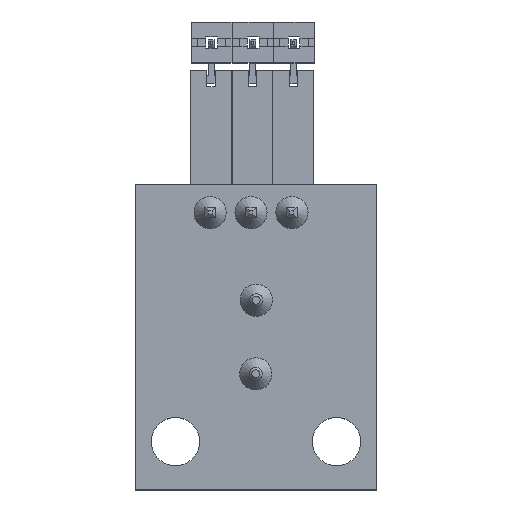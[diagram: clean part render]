
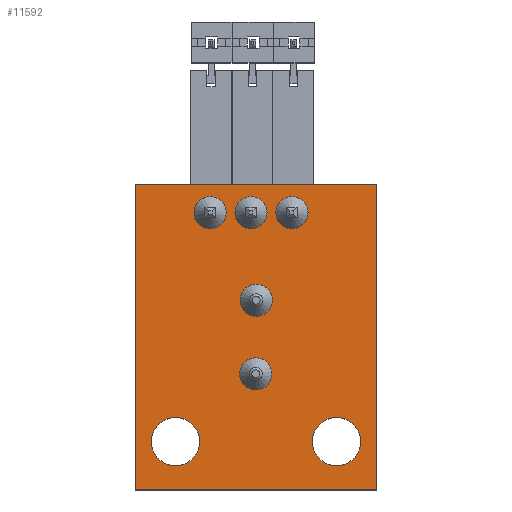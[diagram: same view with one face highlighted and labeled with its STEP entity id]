
A CAD part, top view. The second image highlights one B-rep face of the part: STEP entity #11592.
In plain terms, the highlighted planar face has unit normal (0, 0, 1).
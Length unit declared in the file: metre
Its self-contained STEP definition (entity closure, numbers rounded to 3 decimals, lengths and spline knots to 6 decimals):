
#891=CIRCLE('',#14932,0.001);
#892=CIRCLE('',#14943,0.001);
#893=CIRCLE('',#14954,0.001);
#897=CIRCLE('',#14962,0.001);
#929=CIRCLE('',#15079,0.0015);
#931=CIRCLE('',#15082,0.0015);
#932=CIRCLE('',#15089,0.001);
#3418=ORIENTED_EDGE('',*,*,#5283,.T.);
#3419=ORIENTED_EDGE('',*,*,#5281,.T.);
#3420=ORIENTED_EDGE('',*,*,#5296,.T.);
#3421=ORIENTED_EDGE('',*,*,#5057,.T.);
#3422=ORIENTED_EDGE('',*,*,#5053,.T.);
#3423=ORIENTED_EDGE('',*,*,#5031,.T.);
#3424=ORIENTED_EDGE('',*,*,#5009,.T.);
#3425=ORIENTED_EDGE('',*,*,#5294,.F.);
#3426=ORIENTED_EDGE('',*,*,#5284,.F.);
#3427=ORIENTED_EDGE('',*,*,#5288,.F.);
#3428=ORIENTED_EDGE('',*,*,#5291,.F.);
#5009=EDGE_CURVE('',#6255,#6255,#891,.T.);
#5031=EDGE_CURVE('',#6269,#6269,#892,.T.);
#5053=EDGE_CURVE('',#6283,#6283,#893,.T.);
#5057=EDGE_CURVE('',#6287,#6287,#897,.T.);
#5281=EDGE_CURVE('',#6436,#6436,#929,.T.);
#5283=EDGE_CURVE('',#6438,#6438,#931,.T.);
#5284=EDGE_CURVE('',#6439,#6440,#7550,.T.);
#5288=EDGE_CURVE('',#6443,#6439,#7554,.T.);
#5291=EDGE_CURVE('',#6445,#6443,#7557,.T.);
#5294=EDGE_CURVE('',#6440,#6445,#7560,.T.);
#5296=EDGE_CURVE('',#6447,#6447,#932,.T.);
#6255=VERTEX_POINT('',#33046);
#6269=VERTEX_POINT('',#33102);
#6283=VERTEX_POINT('',#33158);
#6287=VERTEX_POINT('',#33170);
#6436=VERTEX_POINT('',#35046);
#6438=VERTEX_POINT('',#35051);
#6439=VERTEX_POINT('',#35054);
#6440=VERTEX_POINT('',#35055);
#6443=VERTEX_POINT('',#35063);
#6445=VERTEX_POINT('',#35069);
#6447=VERTEX_POINT('',#35079);
#7550=LINE('',#35053,#8770);
#7554=LINE('',#35062,#8774);
#7557=LINE('',#35068,#8777);
#7560=LINE('',#35074,#8780);
#8770=VECTOR('',#17585,1.);
#8774=VECTOR('',#17591,1.);
#8777=VECTOR('',#17596,1.);
#8780=VECTOR('',#17601,1.);
#9694=EDGE_LOOP('',(#3418));
#9695=EDGE_LOOP('',(#3419));
#9696=EDGE_LOOP('',(#3420));
#9697=EDGE_LOOP('',(#3421));
#9698=EDGE_LOOP('',(#3422));
#9699=EDGE_LOOP('',(#3423));
#9700=EDGE_LOOP('',(#3424));
#9701=EDGE_LOOP('',(#3425,#3426,#3427,#3428));
#10440=FACE_BOUND('',#9694,.T.);
#10441=FACE_BOUND('',#9695,.T.);
#10442=FACE_BOUND('',#9696,.T.);
#10443=FACE_BOUND('',#9697,.T.);
#10444=FACE_BOUND('',#9698,.T.);
#10445=FACE_BOUND('',#9699,.T.);
#10446=FACE_BOUND('',#9700,.T.);
#10447=FACE_BOUND('',#9701,.T.);
#10955=PLANE('',#15090);
#11592=ADVANCED_FACE('',(#10440,#10441,#10442,#10443,#10444,#10445,#10446,
#10447),#10955,.F.);
#14932=AXIS2_PLACEMENT_3D('',#33045,#17075,#17076);
#14943=AXIS2_PLACEMENT_3D('',#33101,#17113,#17114);
#14954=AXIS2_PLACEMENT_3D('',#33157,#17151,#17152);
#14962=AXIS2_PLACEMENT_3D('',#33169,#17167,#17168);
#15079=AXIS2_PLACEMENT_3D('',#35045,#17575,#17576);
#15082=AXIS2_PLACEMENT_3D('',#35050,#17581,#17582);
#15089=AXIS2_PLACEMENT_3D('',#35078,#17607,#17608);
#15090=AXIS2_PLACEMENT_3D('',#35080,#17609,#17610);
#17075=DIRECTION('',(0.,0.,-1.));
#17076=DIRECTION('',(0.,1.,0.));
#17113=DIRECTION('',(0.,0.,-1.));
#17114=DIRECTION('',(0.,1.,0.));
#17151=DIRECTION('',(0.,0.,-1.));
#17152=DIRECTION('',(0.,1.,0.));
#17167=DIRECTION('',(0.,0.,-1.));
#17168=DIRECTION('',(0.,1.,0.));
#17575=DIRECTION('',(0.,0.,-1.));
#17576=DIRECTION('',(0.,1.,0.));
#17581=DIRECTION('',(0.,0.,-1.));
#17582=DIRECTION('',(0.,1.,0.));
#17585=DIRECTION('',(1.,0.,0.));
#17591=DIRECTION('',(0.,1.,0.));
#17596=DIRECTION('',(-1.,0.,0.));
#17601=DIRECTION('',(0.,-1.,0.));
#17607=DIRECTION('',(0.,0.,-1.));
#17608=DIRECTION('',(0.,1.,0.));
#17609=DIRECTION('',(0.,0.,-1.));
#17610=DIRECTION('',(0.,1.,0.));
#33045=CARTESIAN_POINT('',(-0.002725,0.02673,0.000586));
#33046=CARTESIAN_POINT('',(-0.002725,0.02773,0.000586));
#33101=CARTESIAN_POINT('',(-0.000185,0.02673,0.000586));
#33102=CARTESIAN_POINT('',(-0.000185,0.02773,0.000586));
#33157=CARTESIAN_POINT('',(0.002355,0.02673,0.000586));
#33158=CARTESIAN_POINT('',(0.002355,0.02773,0.000586));
#33169=CARTESIAN_POINT('',(0.000134,0.021289,0.000586));
#33170=CARTESIAN_POINT('',(0.000134,0.022289,0.000586));
#35045=CARTESIAN_POINT('',(-0.004875,0.0125,0.000586));
#35046=CARTESIAN_POINT('',(-0.004875,0.014,0.000586));
#35050=CARTESIAN_POINT('',(0.005125,0.0125,0.000586));
#35051=CARTESIAN_POINT('',(0.005125,0.014,0.000586));
#35053=CARTESIAN_POINT('',(-0.007375,0.0285,0.000586));
#35054=CARTESIAN_POINT('',(-0.007375,0.0285,0.000586));
#35055=CARTESIAN_POINT('',(0.007625,0.0285,0.000586));
#35062=CARTESIAN_POINT('',(-0.007375,0.0095,0.000586));
#35063=CARTESIAN_POINT('',(-0.007375,0.0095,0.000586));
#35068=CARTESIAN_POINT('',(0.007625,0.0095,0.000586));
#35069=CARTESIAN_POINT('',(0.007625,0.0095,0.000586));
#35074=CARTESIAN_POINT('',(0.007625,0.0285,0.000586));
#35078=CARTESIAN_POINT('',(0.000116,0.016711,0.000586));
#35079=CARTESIAN_POINT('',(0.000116,0.017711,0.000586));
#35080=CARTESIAN_POINT('',(0.000125,0.019,0.000586));
